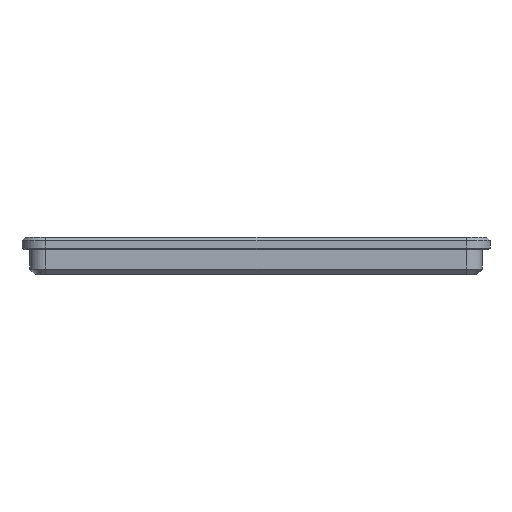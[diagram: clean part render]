
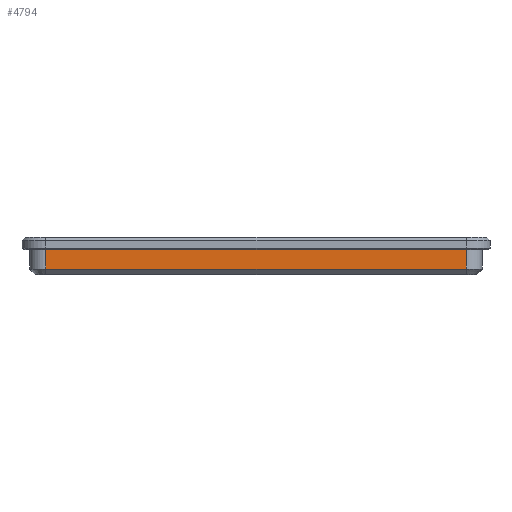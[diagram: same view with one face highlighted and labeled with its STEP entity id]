
A CAD part, left-side view. The second image highlights one B-rep face of the part: STEP entity #4794.
In plain terms, the highlighted planar face has unit normal (-1, 0, 0).
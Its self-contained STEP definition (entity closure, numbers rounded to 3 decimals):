
#561=FACE_OUTER_BOUND('',#863,.T.);
#863=EDGE_LOOP('',(#3450,#3451,#3452,#3453));
#1215=LINE('',#7434,#1638);
#1218=LINE('',#7443,#1641);
#1219=LINE('',#7445,#1642);
#1220=LINE('',#7446,#1643);
#1638=VECTOR('',#5891,10.);
#1641=VECTOR('',#5902,10.);
#1642=VECTOR('',#5903,10.);
#1643=VECTOR('',#5904,10.);
#2058=VERTEX_POINT('',#7428);
#2059=VERTEX_POINT('',#7432);
#2061=VERTEX_POINT('',#7442);
#2062=VERTEX_POINT('',#7444);
#2567=EDGE_CURVE('',#2059,#2058,#1215,.T.);
#2571=EDGE_CURVE('',#2059,#2061,#1218,.T.);
#2572=EDGE_CURVE('',#2061,#2062,#1219,.T.);
#2573=EDGE_CURVE('',#2058,#2062,#1220,.T.);
#3450=ORIENTED_EDGE('',*,*,#2567,.F.);
#3451=ORIENTED_EDGE('',*,*,#2571,.T.);
#3452=ORIENTED_EDGE('',*,*,#2572,.T.);
#3453=ORIENTED_EDGE('',*,*,#2573,.F.);
#4633=PLANE('',#5148);
#4794=ADVANCED_FACE('',(#561),#4633,.T.);
#5148=AXIS2_PLACEMENT_3D('',#7441,#5900,#5901);
#5891=DIRECTION('',(0.,1.,0.));
#5900=DIRECTION('center_axis',(-1.,0.,0.));
#5901=DIRECTION('ref_axis',(0.,-1.,0.));
#5902=DIRECTION('',(0.,0.,1.));
#5903=DIRECTION('',(0.,1.,0.));
#5904=DIRECTION('',(0.,0.,1.));
#7428=CARTESIAN_POINT('',(-72.,66.8,48.85));
#7432=CARTESIAN_POINT('',(-72.,-66.8,48.85));
#7434=CARTESIAN_POINT('',(-72.,33.4,48.85));
#7441=CARTESIAN_POINT('Origin',(-72.,66.8,47.));
#7442=CARTESIAN_POINT('',(-72.,-66.8,57.));
#7443=CARTESIAN_POINT('',(-72.,-66.8,47.));
#7444=CARTESIAN_POINT('',(-72.,66.8,57.));
#7445=CARTESIAN_POINT('',(-72.,33.4,57.));
#7446=CARTESIAN_POINT('',(-72.,66.8,53.));
